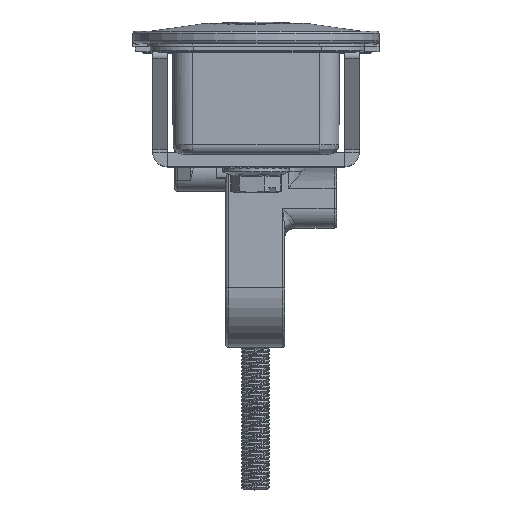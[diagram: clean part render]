
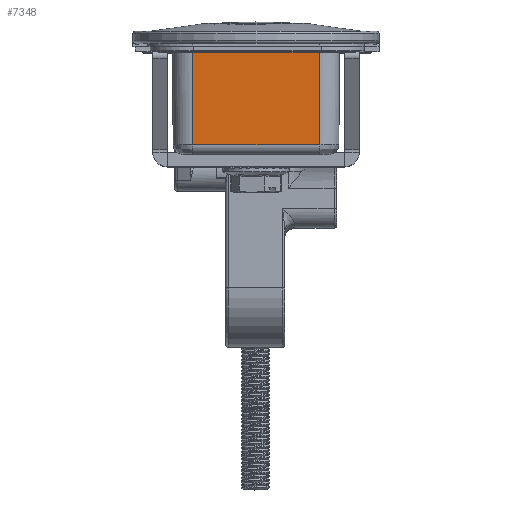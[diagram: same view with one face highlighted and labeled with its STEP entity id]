
A CAD part, top view. The second image highlights one B-rep face of the part: STEP entity #7348.
In plain terms, the highlighted planar face has unit normal (0, -0.035, 0.999).
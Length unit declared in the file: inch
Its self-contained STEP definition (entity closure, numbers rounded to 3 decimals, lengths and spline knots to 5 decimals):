
#1942=CARTESIAN_POINT('',(-5.06311,0.96457,0.05659));
#1943=VERTEX_POINT('',#1942);
#1951=CARTESIAN_POINT('',(-4.03941,0.96457,0.05659));
#1952=VERTEX_POINT('',#1951);
#1953=CARTESIAN_POINT('',(-5.06311,0.96457,0.05659));
#1954=DIRECTION('',(1.0,0.0,0.0));
#1955=VECTOR('',#1954,1.02371);
#1956=LINE('',#1953,#1955);
#1957=EDGE_CURVE('',#1943,#1952,#1956,.T.);
#5490=CARTESIAN_POINT('',(-5.05622,0.17442,0.02899));
#5491=VERTEX_POINT('',#5490);
#5505=CARTESIAN_POINT('',(-5.05622,0.17442,0.02899));
#5506=DIRECTION('',(-0.009,0.999,0.035));
#5507=VECTOR('',#5506,0.79066);
#5508=LINE('',#5505,#5507);
#5509=EDGE_CURVE('',#5491,#1943,#5508,.T.);
#7290=CARTESIAN_POINT('',(-4.0463,0.17442,0.02899));
#7291=VERTEX_POINT('',#7290);
#7322=CARTESIAN_POINT('',(-4.0463,0.17442,0.02899));
#7323=DIRECTION('',(-1.0,0.,0.));
#7324=VECTOR('',#7323,1.00991);
#7325=LINE('',#7322,#7324);
#7326=EDGE_CURVE('',#7291,#5491,#7325,.T.);
#7332=CARTESIAN_POINT('',(-3.78884,0.96457,0.05659));
#7333=DIRECTION('',(0.,-0.035,0.999));
#7334=DIRECTION('',(0.,0.999,0.035));
#7335=AXIS2_PLACEMENT_3D('',#7332,#7333,#7334);
#7336=PLANE('',#7335);
#7337=ORIENTED_EDGE('',*,*,#7326,.F.);
#7338=CARTESIAN_POINT('',(-4.03941,0.96457,0.05659));
#7339=DIRECTION('',(-0.009,-0.999,-0.035));
#7340=VECTOR('',#7339,0.79066);
#7341=LINE('',#7338,#7340);
#7342=EDGE_CURVE('',#1952,#7291,#7341,.T.);
#7343=ORIENTED_EDGE('',*,*,#7342,.F.);
#7344=ORIENTED_EDGE('',*,*,#1957,.F.);
#7345=ORIENTED_EDGE('',*,*,#5509,.F.);
#7346=EDGE_LOOP('',(#7337,#7343,#7344,#7345));
#7347=FACE_OUTER_BOUND('',#7346,.T.);
#7348=ADVANCED_FACE('',(#7347),#7336,.T.);
